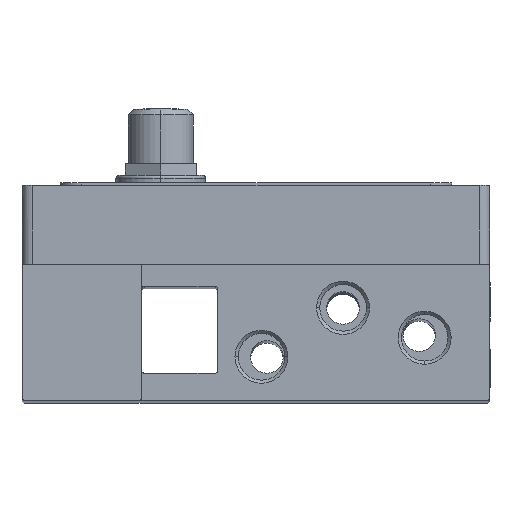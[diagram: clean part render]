
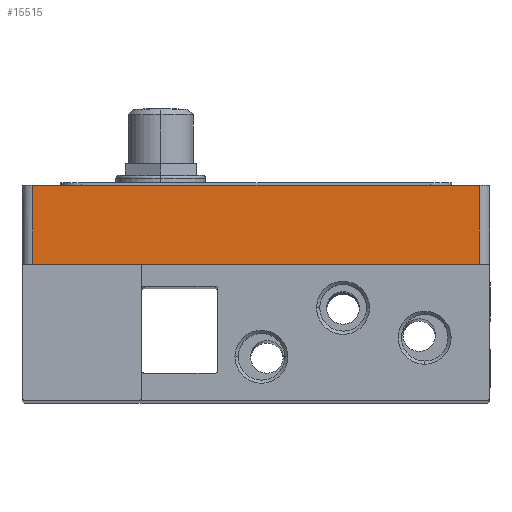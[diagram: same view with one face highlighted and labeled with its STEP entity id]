
A CAD part, top view. The second image highlights one B-rep face of the part: STEP entity #15515.
In plain terms, the highlighted planar face has unit normal (0, 0, 1).
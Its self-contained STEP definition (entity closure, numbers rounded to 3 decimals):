
#1346 = ORIENTED_EDGE ( 'NONE', *, *, #11950, .F. ) ;
#2149 = DIRECTION ( 'NONE',  ( 1., 0., 0. ) ) ;
#2293 = CARTESIAN_POINT ( 'NONE',  ( 84., 39.5, 20.5 ) ) ;
#3103 = DIRECTION ( 'NONE',  ( -1., 0., 0. ) ) ;
#3465 = LINE ( 'NONE', #5156, #16914 ) ;
#3602 = VERTEX_POINT ( 'NONE', #6659 ) ;
#3623 = EDGE_CURVE ( 'NONE', #15921, #10839, #3465, .T. ) ;
#5119 = CARTESIAN_POINT ( 'NONE',  ( 2., 39.5, 20.5 ) ) ;
#5156 = CARTESIAN_POINT ( 'NONE',  ( 2., 39.5, 20.5 ) ) ;
#5745 = EDGE_CURVE ( 'NONE', #3602, #15921, #18023, .T. ) ;
#5932 = FACE_OUTER_BOUND ( 'NONE', #8379, .T. ) ;
#6265 = VECTOR ( 'NONE', #17541, 1000. ) ;
#6659 = CARTESIAN_POINT ( 'NONE',  ( 2., 25., 20.5 ) ) ;
#7046 = CARTESIAN_POINT ( 'NONE',  ( 84., 25., 20.5 ) ) ;
#8379 = EDGE_LOOP ( 'NONE', ( #1346, #13437, #11262, #10294 ) ) ;
#10294 = ORIENTED_EDGE ( 'NONE', *, *, #18168, .T. ) ;
#10839 = VERTEX_POINT ( 'NONE', #11179 ) ;
#11179 = CARTESIAN_POINT ( 'NONE',  ( 84., 39.5, 20.5 ) ) ;
#11262 = ORIENTED_EDGE ( 'NONE', *, *, #5745, .F. ) ;
#11483 = CARTESIAN_POINT ( 'NONE',  ( 2., 39.5, 20.5 ) ) ;
#11942 = CARTESIAN_POINT ( 'NONE',  ( 2., 39.5, 20.5 ) ) ;
#11950 = EDGE_CURVE ( 'NONE', #10839, #14784, #12636, .T. ) ;
#12135 = VECTOR ( 'NONE', #16691, 1000. ) ;
#12636 = LINE ( 'NONE', #2293, #16670 ) ;
#13168 = DIRECTION ( 'NONE',  ( 0., 0., -1. ) ) ;
#13437 = ORIENTED_EDGE ( 'NONE', *, *, #3623, .F. ) ;
#13490 = CARTESIAN_POINT ( 'NONE',  ( 85.5, 25., 20.5 ) ) ;
#14051 = AXIS2_PLACEMENT_3D ( 'NONE', #11483, #13168, #3103 ) ;
#14218 = PLANE ( 'NONE',  #14051 ) ;
#14784 = VERTEX_POINT ( 'NONE', #7046 ) ;
#15273 = DIRECTION ( 'NONE',  ( 0., -1., 0. ) ) ;
#15515 = ADVANCED_FACE ( 'NONE', ( #5932 ), #14218, .F. ) ;
#15921 = VERTEX_POINT ( 'NONE', #11942 ) ;
#16670 = VECTOR ( 'NONE', #15273, 1000. ) ;
#16691 = DIRECTION ( 'NONE',  ( 0., 1., 0. ) ) ;
#16914 = VECTOR ( 'NONE', #2149, 1000. ) ;
#17541 = DIRECTION ( 'NONE',  ( 1., 0., 0. ) ) ;
#17738 = LINE ( 'NONE', #13490, #6265 ) ;
#18023 = LINE ( 'NONE', #5119, #12135 ) ;
#18168 = EDGE_CURVE ( 'NONE', #3602, #14784, #17738, .T. ) ;
